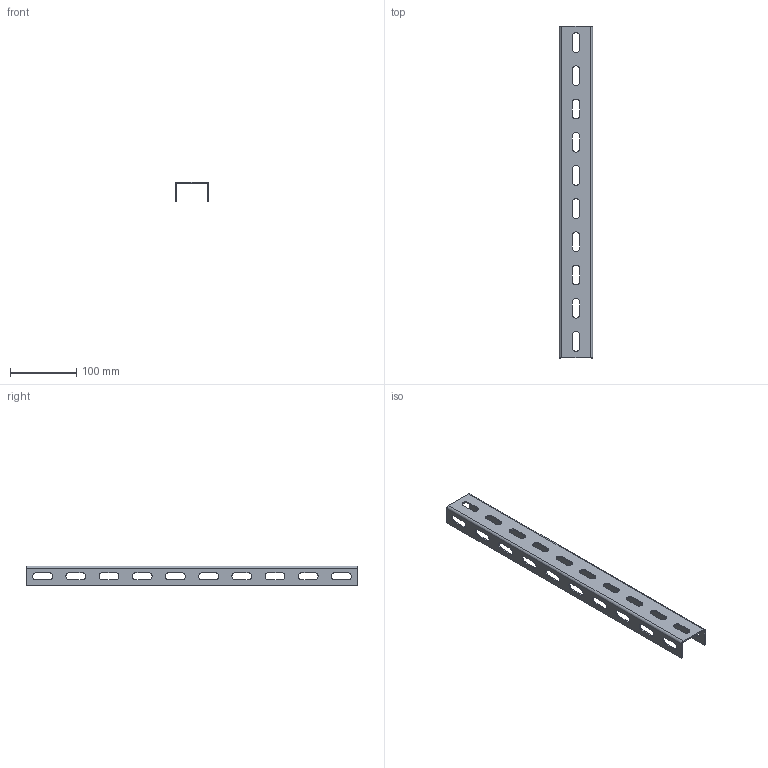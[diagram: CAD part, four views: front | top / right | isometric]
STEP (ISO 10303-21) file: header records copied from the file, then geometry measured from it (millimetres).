
FILE_DESCRIPTION((''),'2;1');
FILE_NAME('6342308','2012-10-27T',('AndreasKeweloh'),(''),'PRO/ENGINEER BY PARAMETRIC TECHNOLOGY CORPORATION, 2012230','PRO/ENGINEER BY PARAMETRIC TECHNOLOGY CORPORATION, 2012230','');
FILE_SCHEMA(('CONFIG_CONTROL_DESIGN'));
Length unit declared in the file: millimetre
Products named in the file (1): 6342308
Bounding box: 50 x 500 x 30 mm (x, y, z)
Volume: 85612 mm3; surface area: 92380.9 mm2
Topology: 1 solids, 1 shells, 134 faces, 396 edges, 264 vertices
Faces by surface type: plane 70, cylinder 64
Entity records: 4666 total; most frequent: CARTESIAN_POINT 794, DIRECTION 792, ORIENTED_EDGE 792, EDGE_CURVE 396, VECTOR 268, LINE 268, VERTEX_POINT 264, AXIS2_PLACEMENT_3D 262
